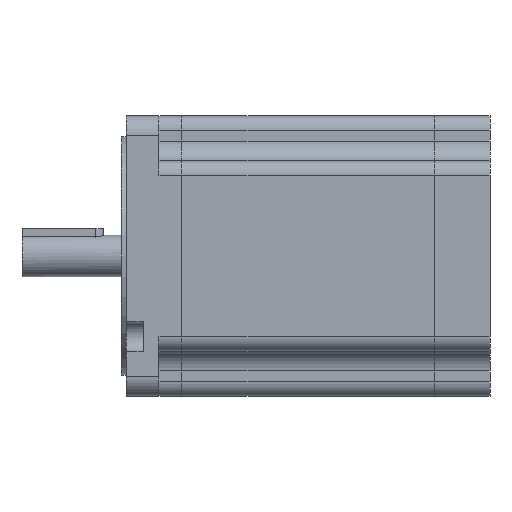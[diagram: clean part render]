
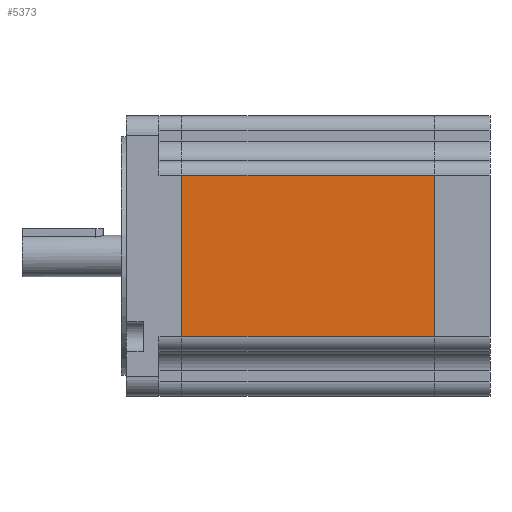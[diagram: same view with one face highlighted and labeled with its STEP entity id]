
A CAD part, left-side view. The second image highlights one B-rep face of the part: STEP entity #5373.
In plain terms, the highlighted planar face has unit normal (-1, 0, 0).
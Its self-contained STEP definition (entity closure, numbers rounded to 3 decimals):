
#116 = AXIS2_PLACEMENT_3D ( 'NONE', #5519, #2277, #5089 ) ;
#223 = CARTESIAN_POINT ( 'NONE',  ( 0., 77.5, -67.8 ) ) ;
#267 = VERTEX_POINT ( 'NONE', #223 ) ;
#486 = DIRECTION ( 'NONE',  ( 0., 0., 1. ) ) ;
#516 = EDGE_CURVE ( 'NONE', #267, #1621, #4878, .T. ) ;
#770 = LINE ( 'NONE', #2711, #5596 ) ;
#1148 = VECTOR ( 'NONE', #1354, 1000. ) ;
#1297 = CARTESIAN_POINT ( 'NONE',  ( 0., 77.5, -18.2 ) ) ;
#1354 = DIRECTION ( 'NONE',  ( 0., -1., 0. ) ) ;
#1364 = LINE ( 'NONE', #1297, #2427 ) ;
#1532 = EDGE_CURVE ( 'NONE', #1621, #3083, #4842, .T. ) ;
#1621 = VERTEX_POINT ( 'NONE', #5887 ) ;
#2065 = ORIENTED_EDGE ( 'NONE', *, *, #4578, .F. ) ;
#2277 = DIRECTION ( 'NONE',  ( 1., 0., 0. ) ) ;
#2427 = VECTOR ( 'NONE', #4087, 1000. ) ;
#2428 = FACE_OUTER_BOUND ( 'NONE', #5774, .T. ) ;
#2617 = DIRECTION ( 'NONE',  ( 0., 0., 1. ) ) ;
#2643 = CARTESIAN_POINT ( 'NONE',  ( 0., 0., -18.2 ) ) ;
#2711 = CARTESIAN_POINT ( 'NONE',  ( 0., 77.5, -67.8 ) ) ;
#3083 = VERTEX_POINT ( 'NONE', #2643 ) ;
#3091 = ORIENTED_EDGE ( 'NONE', *, *, #1532, .T. ) ;
#3107 = EDGE_CURVE ( 'NONE', #5920, #3083, #1364, .T. ) ;
#3655 = PLANE ( 'NONE',  #116 ) ;
#3987 = ORIENTED_EDGE ( 'NONE', *, *, #3107, .F. ) ;
#4087 = DIRECTION ( 'NONE',  ( 0., -1., 0. ) ) ;
#4578 = EDGE_CURVE ( 'NONE', #267, #5920, #770, .T. ) ;
#4640 = CARTESIAN_POINT ( 'NONE',  ( 0., 77.5, -67.8 ) ) ;
#4700 = ORIENTED_EDGE ( 'NONE', *, *, #516, .T. ) ;
#4842 = LINE ( 'NONE', #5449, #4989 ) ;
#4878 = LINE ( 'NONE', #4640, #1148 ) ;
#4989 = VECTOR ( 'NONE', #2617, 1000. ) ;
#5089 = DIRECTION ( 'NONE',  ( 0., 0., -1. ) ) ;
#5373 = ADVANCED_FACE ( 'NONE', ( #2428 ), #3655, .F. ) ;
#5449 = CARTESIAN_POINT ( 'NONE',  ( 0., 0., -67.8 ) ) ;
#5490 = CARTESIAN_POINT ( 'NONE',  ( 0., 77.5, -18.2 ) ) ;
#5519 = CARTESIAN_POINT ( 'NONE',  ( 0., 77.5, -67.8 ) ) ;
#5596 = VECTOR ( 'NONE', #486, 1000. ) ;
#5774 = EDGE_LOOP ( 'NONE', ( #3091, #3987, #2065, #4700 ) ) ;
#5887 = CARTESIAN_POINT ( 'NONE',  ( 0., 0., -67.8 ) ) ;
#5920 = VERTEX_POINT ( 'NONE', #5490 ) ;
